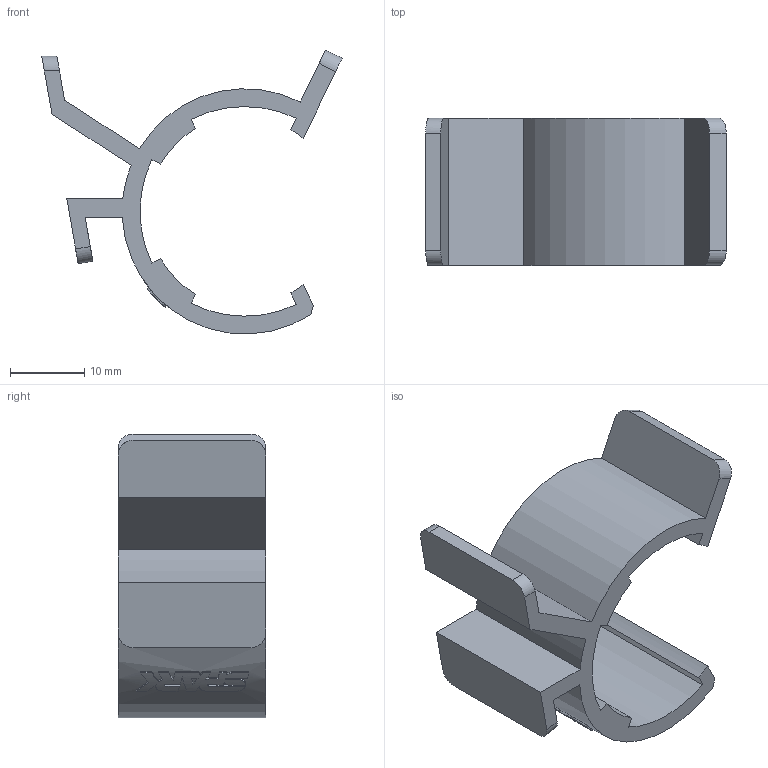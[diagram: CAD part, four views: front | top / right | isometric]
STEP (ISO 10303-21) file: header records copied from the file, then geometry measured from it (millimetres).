
FILE_DESCRIPTION(/* description */ (''),/* implementation_level */ '2;1');
FILE_NAME(/* name */ '79D-102-0.stp',/* time_stamp */ '2022-07-21T11:28:25-04:00',/* author */ ('aorselli'),/* organization */ (''),/* preprocessor_version */ 'ST-DEVELOPER v18.1',/* originating_system */ 'AutoCAD Mechanical',/* authorisation */ '');
FILE_SCHEMA (('AUTOMOTIVE_DESIGN { 1 0 10303 214 3 1 1 }'));
Length unit declared in the file: millimetre
Products named in the file (1): 79D-102-0
Bounding box: 40.42 x 19.8 x 38.18 mm (x, y, z)
Surface area: 5116.7 mm2 (no closed solid volume)
Topology: 0 solids, 1 shells, 93 faces, 267 edges, 178 vertices
Faces by surface type: plane 66, cylinder 18, bspline 9
Entity records: 3377 total; most frequent: CARTESIAN_POINT 898, ORIENTED_EDGE 534, DIRECTION 497, EDGE_CURVE 267, VERTEX_POINT 178, LINE 171, VECTOR 171, AXIS2_PLACEMENT_3D 163
